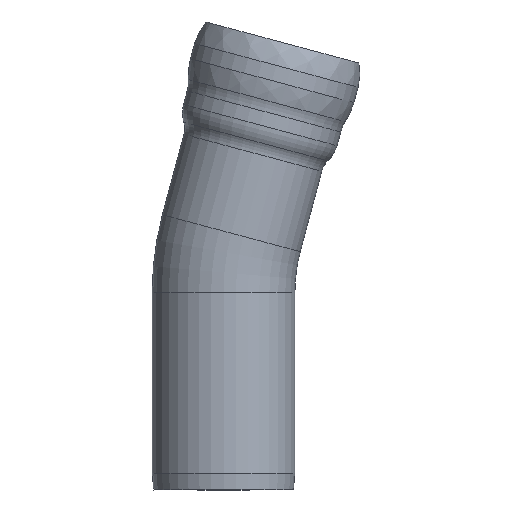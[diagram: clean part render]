
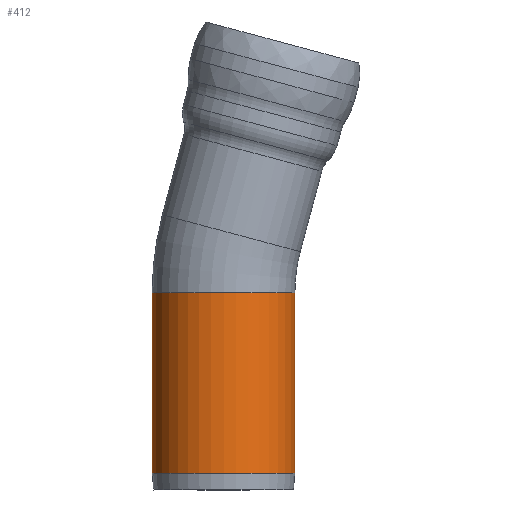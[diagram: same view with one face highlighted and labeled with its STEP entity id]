
A CAD part, front view. The second image highlights one B-rep face of the part: STEP entity #412.
In plain terms, the highlighted cylindrical face has radius 210 mm (diameter 420 mm), a full revolution.
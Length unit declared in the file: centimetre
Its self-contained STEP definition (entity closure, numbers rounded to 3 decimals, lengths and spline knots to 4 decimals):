
#43=FACE_OUTER_BOUND('',#67,.T.);
#67=EDGE_LOOP('',(#281,#282,#283,#284,#285));
#91=LINE('',#688,#105);
#105=VECTOR('',#527,21.);
#122=CIRCLE('',#443,21.);
#123=CIRCLE('',#444,21.);
#124=CIRCLE('',#445,21.);
#175=VERTEX_POINT('',#684);
#176=VERTEX_POINT('',#685);
#177=VERTEX_POINT('',#687);
#216=EDGE_CURVE('',#175,#176,#122,.T.);
#217=EDGE_CURVE('',#176,#177,#91,.T.);
#218=EDGE_CURVE('',#177,#177,#123,.T.);
#219=EDGE_CURVE('',#176,#175,#124,.T.);
#281=ORIENTED_EDGE('',*,*,#216,.T.);
#282=ORIENTED_EDGE('',*,*,#217,.T.);
#283=ORIENTED_EDGE('',*,*,#218,.T.);
#284=ORIENTED_EDGE('',*,*,#217,.F.);
#285=ORIENTED_EDGE('',*,*,#219,.T.);
#404=CYLINDRICAL_SURFACE('',#442,21.);
#412=ADVANCED_FACE('',(#43),#404,.T.);
#442=AXIS2_PLACEMENT_3D('',#683,#523,#524);
#443=AXIS2_PLACEMENT_3D('',#686,#525,#526);
#444=AXIS2_PLACEMENT_3D('',#689,#528,#529);
#445=AXIS2_PLACEMENT_3D('',#690,#530,#531);
#523=DIRECTION('center_axis',(0.,0.,
1.));
#524=DIRECTION('ref_axis',(1.,0.,0.));
#525=DIRECTION('center_axis',(0.,0.,
-1.));
#526=DIRECTION('ref_axis',(-1.,0.,0.));
#527=DIRECTION('',(0.,0.,-1.));
#528=DIRECTION('center_axis',(0.,0.,
1.));
#529=DIRECTION('ref_axis',(1.,0.,0.));
#530=DIRECTION('center_axis',(0.,0.,
-1.));
#531=DIRECTION('ref_axis',(-1.,0.,0.));
#683=CARTESIAN_POINT('Origin',(421.2662,476.6567,7.5));
#684=CARTESIAN_POINT('',(442.2662,476.6567,58.1135));
#685=CARTESIAN_POINT('',(400.2662,476.6567,58.1135));
#686=CARTESIAN_POINT('Origin',(421.2662,476.6567,58.1135));
#687=CARTESIAN_POINT('',(400.2662,476.6567,5.));
#688=CARTESIAN_POINT('',(400.2662,476.6567,7.5));
#689=CARTESIAN_POINT('Origin',(421.2662,476.6567,5.));
#690=CARTESIAN_POINT('Origin',(421.2662,476.6567,58.1135));
